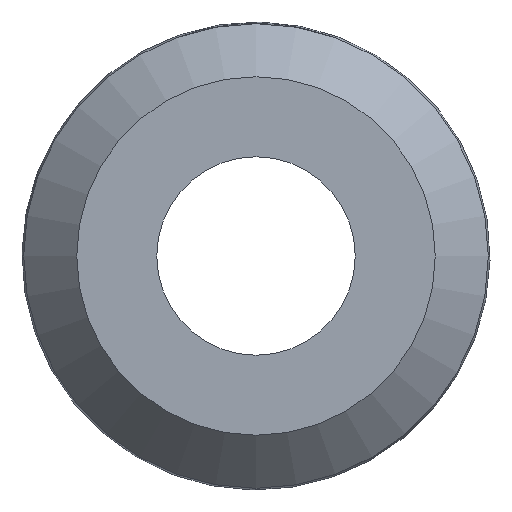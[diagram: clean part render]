
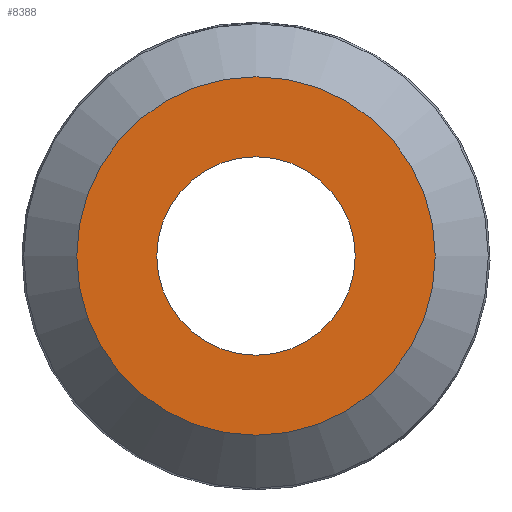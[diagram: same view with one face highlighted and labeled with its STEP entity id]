
A CAD part, left-side view. The second image highlights one B-rep face of the part: STEP entity #8388.
In plain terms, the highlighted planar face has unit normal (-1, 0, 0).
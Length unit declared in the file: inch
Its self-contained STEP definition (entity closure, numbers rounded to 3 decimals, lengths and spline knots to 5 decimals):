
#8293=CARTESIAN_POINT('',(0.0,-0.173,0.));
#8294=VERTEX_POINT('',#8293);
#8295=CARTESIAN_POINT('',(0.0,0.0,0.0));
#8296=DIRECTION('',(1.0,0.0,0.0));
#8297=DIRECTION('',(0.0,1.0,0.0));
#8298=AXIS2_PLACEMENT_3D('',#8295,#8296,#8297);
#8299=CIRCLE('',#8298,0.173);
#8300=EDGE_CURVE('',#8294,#8294,#8299,.T.);
#8365=CARTESIAN_POINT('',(0.0,0.3125,0.));
#8366=VERTEX_POINT('',#8365);
#8367=CARTESIAN_POINT('',(0.0,0.0,0.0));
#8368=DIRECTION('',(1.0,0.0,0.0));
#8369=DIRECTION('',(0.0,-1.0,0.0));
#8370=AXIS2_PLACEMENT_3D('',#8367,#8368,#8369);
#8371=CIRCLE('',#8370,0.3125);
#8372=EDGE_CURVE('',#8366,#8366,#8371,.T.);
#8377=CARTESIAN_POINT('',(0.0,0.0,0.0));
#8378=DIRECTION('',(-1.0,0.0,0.0));
#8379=DIRECTION('',(0.0,0.0,1.0));
#8380=AXIS2_PLACEMENT_3D('',#8377,#8378,#8379);
#8381=PLANE('',#8380);
#8382=ORIENTED_EDGE('',*,*,#8372,.F.);
#8383=EDGE_LOOP('',(#8382));
#8384=FACE_OUTER_BOUND('',#8383,.T.);
#8385=ORIENTED_EDGE('',*,*,#8300,.T.);
#8386=EDGE_LOOP('',(#8385));
#8387=FACE_BOUND('',#8386,.T.);
#8388=ADVANCED_FACE('',(#8384,#8387),#8381,.T.);
